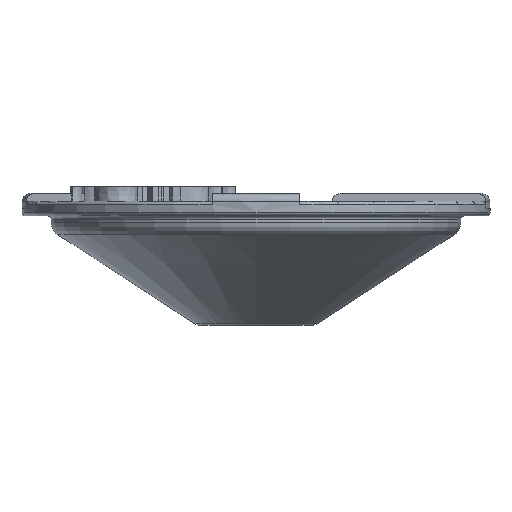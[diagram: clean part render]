
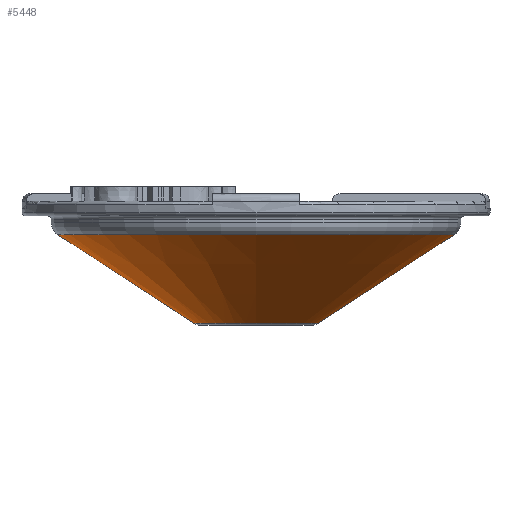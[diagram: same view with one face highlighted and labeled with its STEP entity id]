
A CAD part, front view. The second image highlights one B-rep face of the part: STEP entity #5448.
In plain terms, the highlighted conical face has half-angle 56.976 degrees and reference radius 4.248 mm.
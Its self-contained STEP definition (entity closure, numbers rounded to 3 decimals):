
#5293=CARTESIAN_POINT('Vertex',(-4.249,0.,41.662)) ;
#5300=CARTESIAN_POINT('Vertex',(4.249,0.,41.662)) ;
#5315=CARTESIAN_POINT('Axis2P3D Location',(0.,0.,41.662)) ;
#5386=CARTESIAN_POINT('Vertex',(13.545,0.,47.704)) ;
#5393=CARTESIAN_POINT('Vertex',(-13.545,0.,47.704)) ;
#5396=CARTESIAN_POINT('Axis2P3D Location',(0.,0.,47.704)) ;
#5420=CARTESIAN_POINT('Axis2P3D Location',(0.,0.,41.662)) ;
#5425=CARTESIAN_POINT('Line Origine',(-8.897,0.,44.683)) ;
#5430=CARTESIAN_POINT('Line Origine',(8.897,0.,44.683)) ;
#5427=VECTOR('Line Direction',#5426,1.) ;
#5432=VECTOR('Line Direction',#5431,1.) ;
#5316=DIRECTION('Axis2P3D Direction',(0.,0.,1.)) ;
#5397=DIRECTION('Axis2P3D Direction',(0.,0.,1.)) ;
#5421=DIRECTION('Axis2P3D Direction',(0.,0.,1.)) ;
#5422=DIRECTION('Axis2P3D XDirection',(-1.,0.,0.)) ;
#5426=DIRECTION('Vector Direction',(-0.838,0.,0.545)) ;
#5431=DIRECTION('Vector Direction',(0.838,0.,0.545)) ;
#5317=AXIS2_PLACEMENT_3D('Circle Axis2P3D',#5315,#5316,$) ;
#5398=AXIS2_PLACEMENT_3D('Circle Axis2P3D',#5396,#5397,$) ;
#5423=AXIS2_PLACEMENT_3D('Cone Axis2P3D',#5420,#5421,#5422) ;
#5428=LINE('Line',#5425,#5427) ;
#5433=LINE('Line',#5430,#5432) ;
#5318=CIRCLE('generated circle',#5317,4.249) ;
#5399=CIRCLE('generated circle',#5398,13.545) ;
#5424=CONICAL_SURFACE('Cone',#5423,4.249,0.994) ;
#5319=EDGE_CURVE('',#5294,#5301,#5318,.T.) ;
#5400=EDGE_CURVE('',#5394,#5387,#5399,.T.) ;
#5429=EDGE_CURVE('',#5294,#5394,#5428,.T.) ;
#5434=EDGE_CURVE('',#5301,#5387,#5433,.T.) ;
#5443=ORIENTED_EDGE('',*,*,#5434,.T.) ;
#5444=ORIENTED_EDGE('',*,*,#5400,.F.) ;
#5445=ORIENTED_EDGE('',*,*,#5429,.F.) ;
#5446=ORIENTED_EDGE('',*,*,#5319,.T.) ;
#5442=EDGE_LOOP('',(#5443,#5444,#5445,#5446)) ;
#5294=VERTEX_POINT('',#5293) ;
#5301=VERTEX_POINT('',#5300) ;
#5387=VERTEX_POINT('',#5386) ;
#5394=VERTEX_POINT('',#5393) ;
#5448=ADVANCED_FACE('PartBody',(#5447),#5424,.T.) ;
#5447=FACE_OUTER_BOUND('',#5442,.T.) ;
